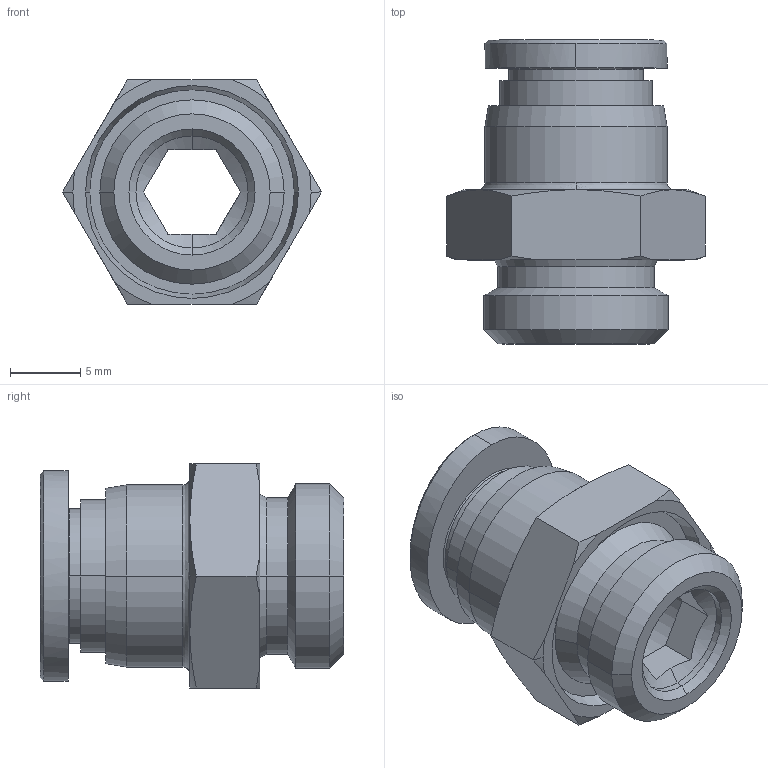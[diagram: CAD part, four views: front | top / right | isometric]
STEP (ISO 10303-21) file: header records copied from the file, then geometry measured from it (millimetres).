
FILE_DESCRIPTION((''),'2;1');
FILE_NAME('GPC 08G02(3D).stp','2012-12-20T14:19:30',(''),(''),'Mechanical Desktop.R8.0.24.0','Mechanical Desktop.R8.0.24.0',', , ');
FILE_SCHEMA(('CONFIG_CONTROL_DESIGN'));
Length unit declared in the file: millimetre
Products named in the file (2): GPC 08G02(3D); ºÎÇ°1
Assembly tree (1 placements, depth 2):
  GPC 08G02(3D)
    ºÎÇ°1
Bounding box: 18.48 x 21.7 x 16 mm (x, y, z)
Volume: 1997 mm3; surface area: 2063.4 mm2
Topology: 1 solids, 1 shells, 442 faces, 1227 edges, 810 vertices
Faces by surface type: plane 354, cone 34, bspline 31, cylinder 23
Entity records: 14721 total; most frequent: CARTESIAN_POINT 3377, ORIENTED_EDGE 2454, DIRECTION 2158, EDGE_CURVE 1227, VECTOR 1048, LINE 1048, VERTEX_POINT 810, AXIS2_PLACEMENT_3D 555
